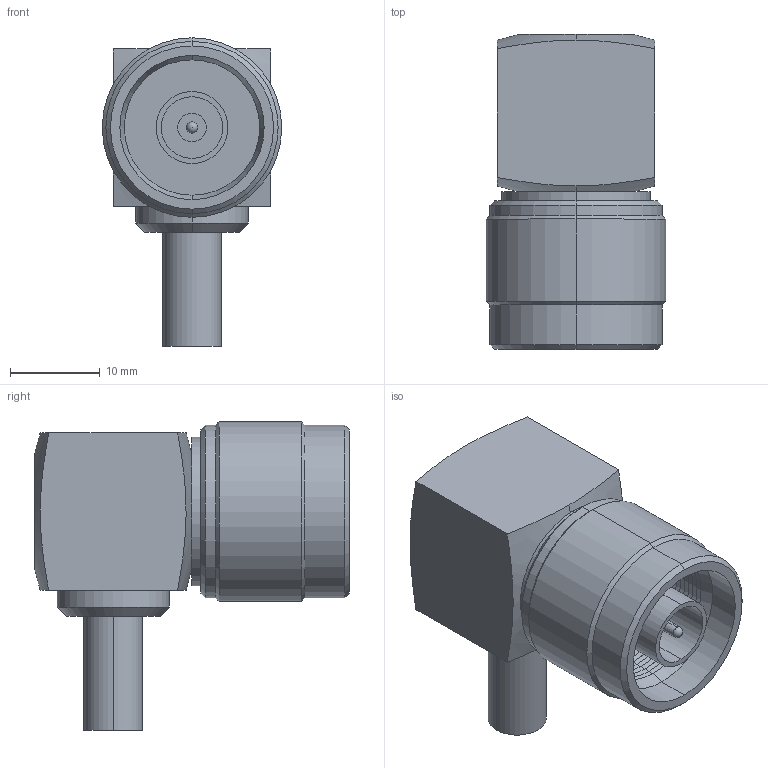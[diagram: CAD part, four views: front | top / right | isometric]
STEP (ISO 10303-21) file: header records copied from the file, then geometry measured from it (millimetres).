
FILE_DESCRIPTION (( 'STEP AP214' ), '1' );
FILE_NAME ('ANM-1J00.STEP', '2014-09-22T17:39:23', ( 'L-Com' ), ( 'L-Com Global Connectivity' ), 'SwSTEP 2.0', 'SolidWorks 2014', '' );
FILE_SCHEMA (( 'AUTOMOTIVE_DESIGN' ));
Length unit declared in the file: inch
Products named in the file (4): ANM-1J00-MA2; ANM-1J00-MA1; ANM-1J00
Assembly tree (3 placements, depth 2):
  ANM-1J00
    ANM-1J00
    ANM-1J00-MA1
    ANM-1J00-MA2
Bounding box: 19.99 x 35.05 x 34.34 mm (x, y, z)
Volume: 8761.2 mm3; surface area: 5992.1 mm2
Topology: 3 solids, 3 shells, 171 faces, 358 edges, 202 vertices
Faces by surface type: cone 102, cylinder 38, plane 26, torus 4, sphere 1
Entity records: 4935 total; most frequent: DIRECTION 869, CARTESIAN_POINT 848, ORIENTED_EDGE 710, AXIS2_PLACEMENT_3D 357, EDGE_CURVE 355, VERTEX_POINT 200, EDGE_LOOP 185, CIRCLE 180
